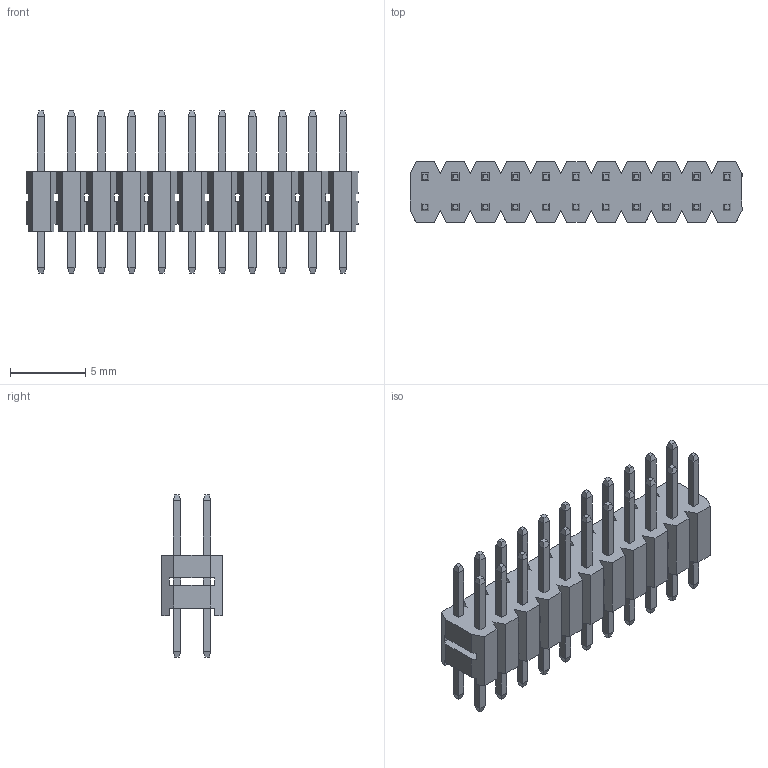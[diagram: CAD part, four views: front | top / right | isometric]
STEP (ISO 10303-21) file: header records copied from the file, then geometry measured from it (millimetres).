
FILE_DESCRIPTION (( 'STEP AP214' ), '1' );
FILE_NAME ('FPH20048-D22S1014110603B-REF.STEP', '2025-11-28T01:41:59', ( '' ), ( '' ), 'SwSTEP 2.0', 'SolidWorks 2021', '' );
FILE_SCHEMA (( 'AUTOMOTIVE_DESIGN' ));
Length unit declared in the file: millimetre
Products named in the file (1): FPH20048-D22S1014110603B-REF
Bounding box: 22 x 4 x 10.75 mm (x, y, z)
Volume: 300 mm3; surface area: 909.3 mm2
Topology: 1 solids, 1 shells, 624 faces, 1684 edges, 1064 vertices
Faces by surface type: plane 624
Entity records: 19126 total; most frequent: CARTESIAN_POINT 3373, ORIENTED_EDGE 3368, DIRECTION 2934, VECTOR 1684, LINE 1684, EDGE_CURVE 1684, VERTEX_POINT 1064, EDGE_LOOP 712
